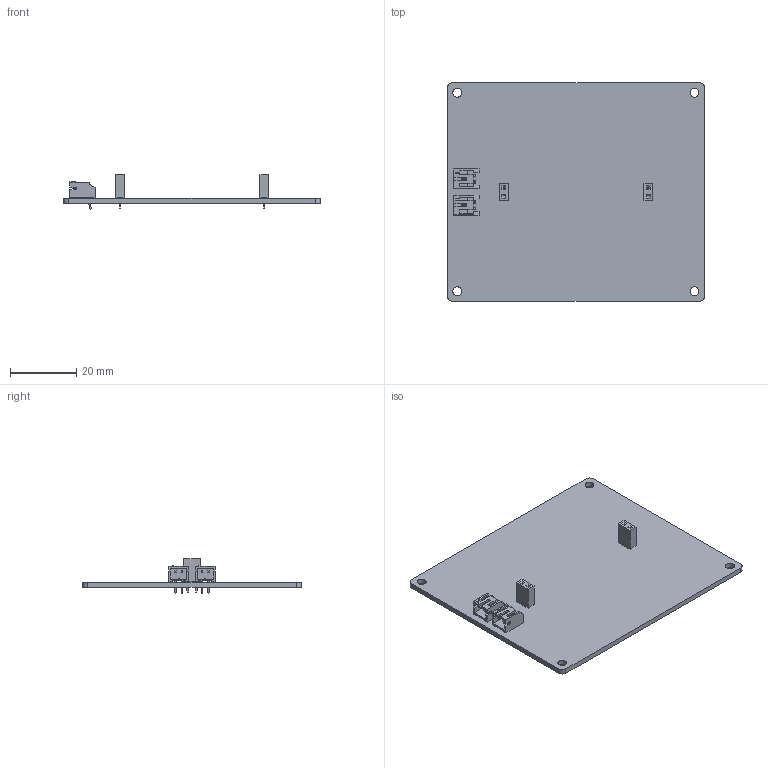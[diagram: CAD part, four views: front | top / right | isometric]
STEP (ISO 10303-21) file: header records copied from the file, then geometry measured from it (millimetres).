
FILE_DESCRIPTION(('KiCad electronic assembly'),'2;1');
FILE_NAME('spacer_plate_circuit.step','2023-04-05T08:47:47',('Pcbnew'),( 'Kicad'),'Open CASCADE STEP processor 7.6','KiCad to STEP converter' ,'Unknown');
FILE_SCHEMA(('AUTOMOTIVE_DESIGN { 1 0 10303 214 1 1 1 1 }'));
Length unit declared in the file: millimetre
Products named in the file (6): spacer_plate_circuit 1; PinSocket_1x02_P2.54mm_Vertical; SOLID; JST_PH_S2B-PH-K_1x02_P2.00mm_Horizontal; spacer_plate_circuit PCB
Assembly tree (7 placements, depth 3):
  spacer_plate_circuit 1
    PinSocket_1x02_P2.54mm_Vertical  x2
      SOLID
    JST_PH_S2B-PH-K_1x02_P2.00mm_Horizontal  x2
      SOLID
    spacer_plate_circuit PCB
Bounding box: 77.56 x 66 x 10.4 mm (x, y, z)
Volume: 8512.1 mm3; surface area: 11720.1 mm2
Topology: 5 solids, 5 shells, 386 faces, 1052 edges, 688 vertices
Faces by surface type: bspline 364, cylinder 16, plane 6
Full cylindrical faces by diameter (mm): 0.75 x4, 1 x4, 2.7 x4
Entity records: 13677 total; most frequent: CARTESIAN_POINT 4562, B_SPLINE_CURVE_WITH_KNOTS 1464, ORIENTED_EDGE 1112, PCURVE 1112, DEFINITIONAL_REPRESENTATION 1112, EDGE_CURVE 556, SURFACE_CURVE 544, VERTEX_POINT 364
